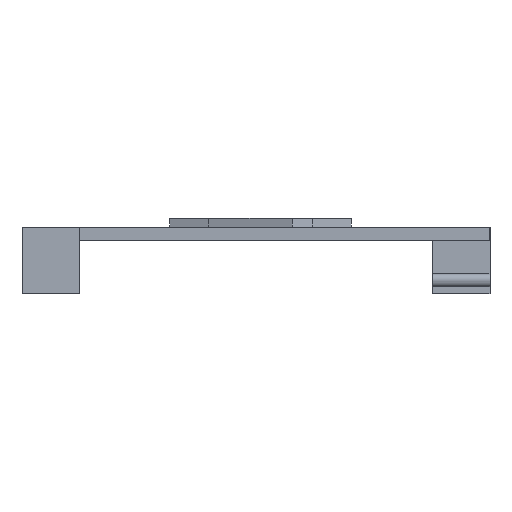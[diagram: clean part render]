
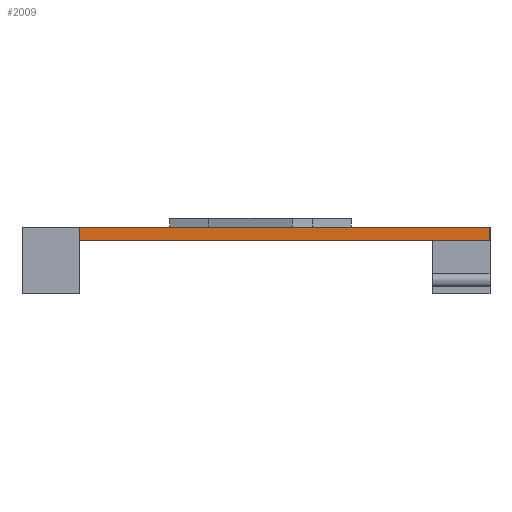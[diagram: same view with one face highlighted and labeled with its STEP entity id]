
A CAD part, left-side view. The second image highlights one B-rep face of the part: STEP entity #2009.
In plain terms, the highlighted planar face has unit normal (-1, 0, 0).
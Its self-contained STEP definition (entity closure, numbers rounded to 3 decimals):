
#137=PLANE('',#2115);
#241=FACE_OUTER_BOUND('',#351,.T.);
#351=EDGE_LOOP('',(#1779,#1780,#1781,#1782));
#399=LINE('',#2641,#649);
#458=LINE('',#2762,#708);
#597=LINE('',#3311,#847);
#598=LINE('',#3312,#848);
#649=VECTOR('',#2195,10.);
#708=VECTOR('',#2292,10.);
#847=VECTOR('',#2513,10.);
#848=VECTOR('',#2514,10.);
#886=VERTEX_POINT('',#2603);
#898=VERTEX_POINT('',#2638);
#941=VERTEX_POINT('',#2761);
#1054=VERTEX_POINT('',#3310);
#1097=EDGE_CURVE('',#898,#886,#399,.T.);
#1156=EDGE_CURVE('',#941,#898,#458,.T.);
#1327=EDGE_CURVE('',#1054,#886,#597,.T.);
#1328=EDGE_CURVE('',#1054,#941,#598,.T.);
#1779=ORIENTED_EDGE('',*,*,#1097,.T.);
#1780=ORIENTED_EDGE('',*,*,#1327,.F.);
#1781=ORIENTED_EDGE('',*,*,#1328,.T.);
#1782=ORIENTED_EDGE('',*,*,#1156,.T.);
#2009=ADVANCED_FACE('',(#241),#137,.T.);
#2115=AXIS2_PLACEMENT_3D('',#3309,#2511,#2512);
#2195=DIRECTION('',(0.,0.,-1.));
#2292=DIRECTION('',(0.,1.,0.));
#2511=DIRECTION('center_axis',(-1.,0.,0.));
#2512=DIRECTION('ref_axis',(0.,-1.,0.));
#2513=DIRECTION('',(0.,1.,0.));
#2514=DIRECTION('',(0.,0.,1.));
#2603=CARTESIAN_POINT('',(-2.,0.,31.));
#2638=CARTESIAN_POINT('',(-2.,0.,34.));
#2641=CARTESIAN_POINT('',(-2.,0.,32.5));
#2761=CARTESIAN_POINT('',(-2.,-93.,34.));
#2762=CARTESIAN_POINT('',(-2.,-13.5,34.));
#3309=CARTESIAN_POINT('Origin',(-2.,13.,31.));
#3310=CARTESIAN_POINT('',(-2.,-93.,31.));
#3311=CARTESIAN_POINT('',(-2.,-93.,31.));
#3312=CARTESIAN_POINT('',(-2.,-93.,31.));
